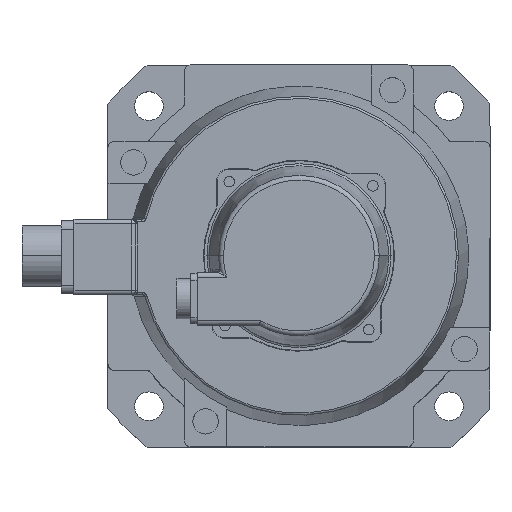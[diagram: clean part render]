
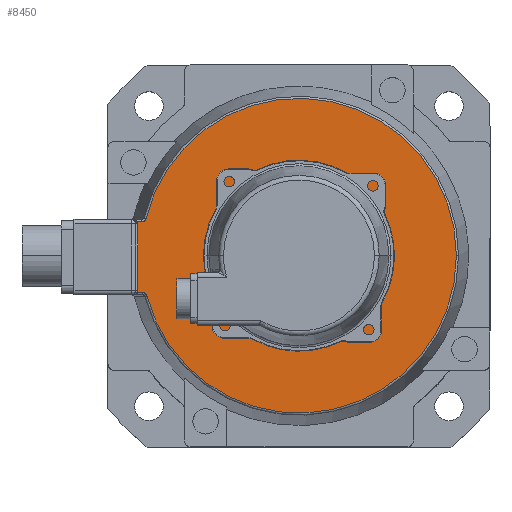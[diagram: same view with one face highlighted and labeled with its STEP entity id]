
A CAD part, top view. The second image highlights one B-rep face of the part: STEP entity #8450.
In plain terms, the highlighted face is planar.
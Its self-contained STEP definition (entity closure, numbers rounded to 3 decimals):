
#148 = PLANE ( 'NONE',  #9986 ) ;
#250 = ORIENTED_EDGE ( 'NONE', *, *, #6014, .T. ) ;
#398 = CARTESIAN_POINT ( 'NONE',  ( 72.948, 16.353, -28. ) ) ;
#553 = VERTEX_POINT ( 'NONE', #9773 ) ;
#591 = CARTESIAN_POINT ( 'NONE',  ( 71.854, -18.515, -28. ) ) ;
#713 = EDGE_CURVE ( 'NONE', #7081, #2807, #3871, .T. ) ;
#1303 = DIRECTION ( 'NONE',  ( 0., 0., -1. ) ) ;
#1475 = CARTESIAN_POINT ( 'NONE',  ( 0., 0., -28. ) ) ;
#1540 = LINE ( 'NONE', #14832, #8804 ) ;
#1821 = CARTESIAN_POINT ( 'NONE',  ( 72.098, 17.378, -28. ) ) ;
#1840 = CARTESIAN_POINT ( 'NONE',  ( 72.612, -17.714, -28. ) ) ;
#1914 = CARTESIAN_POINT ( 'NONE',  ( 73.146, 16.247, -28. ) ) ;
#1931 = CARTESIAN_POINT ( 'NONE',  ( 72.104, -18.144, -28. ) ) ;
#1952 = CARTESIAN_POINT ( 'NONE',  ( 79., -16.435, -28. ) ) ;
#2358 = VERTEX_POINT ( 'NONE', #8710 ) ;
#2464 = ORIENTED_EDGE ( 'NONE', *, *, #10463, .T. ) ;
#2602 = VECTOR ( 'NONE', #13521, 1000. ) ;
#2802 = ORIENTED_EDGE ( 'NONE', *, *, #17270, .T. ) ;
#2807 = VERTEX_POINT ( 'NONE', #14299 ) ;
#3066 = CARTESIAN_POINT ( 'NONE',  ( 72.189, 17.171, -28. ) ) ;
#3606 = EDGE_LOOP ( 'NONE', ( #5523, #2802, #7839, #17198, #16011, #7396, #2464, #13186, #250 ) ) ;
#3704 = VERTEX_POINT ( 'NONE', #7821 ) ;
#3871 = LINE ( 'NONE', #14662, #2602 ) ;
#4140 = VERTEX_POINT ( 'NONE', #16912 ) ;
#4148 = CIRCLE ( 'NONE', #6939, 74.163 ) ;
#4320 = B_SPLINE_CURVE_WITH_KNOTS ( 'NONE', 3,
 ( #15371, #1821, #3066, #8345, #7299, #398, #1914, #13611, #7032, #12565 ),
 .UNSPECIFIED., .F., .F.,
 ( 4, 2, 2, 2, 4 ),
 ( 0., 0.001, 0.001, 0.002, 0.003 ),
 .UNSPECIFIED. ) ;
#5106 = CARTESIAN_POINT ( 'NONE',  ( 0., 0., -28. ) ) ;
#5523 = ORIENTED_EDGE ( 'NONE', *, *, #9063, .T. ) ;
#5543 = DIRECTION ( 'NONE',  ( -1., 0., 0. ) ) ;
#5718 = CARTESIAN_POINT ( 'NONE',  ( 73.674, -17.435, -28. ) ) ;
#6014 = EDGE_CURVE ( 'NONE', #3704, #8190, #8665, .T. ) ;
#6404 = AXIS2_PLACEMENT_3D ( 'NONE', #1952, #6505, #7733 ) ;
#6422 = LINE ( 'NONE', #11522, #13355 ) ;
#6430 = DIRECTION ( 'NONE',  ( -1., 0., 0. ) ) ;
#6505 = DIRECTION ( 'NONE',  ( 0., 0., 1. ) ) ;
#6562 = DIRECTION ( 'NONE',  ( 0., 0., 1. ) ) ;
#6854 = DIRECTION ( 'NONE',  ( -1., 0., 0. ) ) ;
#6939 = AXIS2_PLACEMENT_3D ( 'NONE', #5106, #11869, #6430 ) ;
#7032 = CARTESIAN_POINT ( 'NONE',  ( 73.795, 16.065, -28. ) ) ;
#7081 = VERTEX_POINT ( 'NONE', #13742 ) ;
#7123 = CARTESIAN_POINT ( 'NONE',  ( 73.231, -17.47, -28. ) ) ;
#7299 = CARTESIAN_POINT ( 'NONE',  ( 72.589, 16.628, -28. ) ) ;
#7396 = ORIENTED_EDGE ( 'NONE', *, *, #16090, .T. ) ;
#7532 = CIRCLE ( 'NONE', #6404, 3. ) ;
#7709 = CARTESIAN_POINT ( 'NONE',  ( 79., 15.065, -28. ) ) ;
#7733 = DIRECTION ( 'NONE',  ( -1., 0., 0. ) ) ;
#7821 = CARTESIAN_POINT ( 'NONE',  ( 76.172, 16.065, -28. ) ) ;
#7839 = ORIENTED_EDGE ( 'NONE', *, *, #713, .T. ) ;
#8190 = VERTEX_POINT ( 'NONE', #14782 ) ;
#8345 = CARTESIAN_POINT ( 'NONE',  ( 72.436, 16.793, -28. ) ) ;
#8450 = ADVANCED_FACE ( 'NONE', ( #10464 ), #148, .T. ) ;
#8665 = CIRCLE ( 'NONE', #16513, 3. ) ;
#8710 = CARTESIAN_POINT ( 'NONE',  ( 74.022, 16.065, -28. ) ) ;
#8804 = VECTOR ( 'NONE', #10773, 1000. ) ;
#8964 = EDGE_CURVE ( 'NONE', #2807, #17407, #15433, .T. ) ;
#9063 = EDGE_CURVE ( 'NONE', #8190, #4140, #6422, .T. ) ;
#9289 = DIRECTION ( 'NONE',  ( -1., 0., 0. ) ) ;
#9773 = CARTESIAN_POINT ( 'NONE',  ( 72.045, 17.598, -28. ) ) ;
#9986 = AXIS2_PLACEMENT_3D ( 'NONE', #16331, #1303, #5543 ) ;
#10463 = EDGE_CURVE ( 'NONE', #553, #2358, #4320, .T. ) ;
#10464 = FACE_OUTER_BOUND ( 'NONE', #3606, .T. ) ;
#10773 = DIRECTION ( 'NONE',  ( 1., 0., 0. ) ) ;
#10793 = CARTESIAN_POINT ( 'NONE',  ( 71.706, -18.932, -28. ) ) ;
#10846 = AXIS2_PLACEMENT_3D ( 'NONE', #1475, #12060, #6854 ) ;
#11161 = CARTESIAN_POINT ( 'NONE',  ( -74.163, 0., -28. ) ) ;
#11333 = CARTESIAN_POINT ( 'NONE',  ( 71.763, -18.716, -28. ) ) ;
#11354 = EDGE_CURVE ( 'NONE', #17407, #13441, #4148, .T. ) ;
#11522 = CARTESIAN_POINT ( 'NONE',  ( 76., -16.435, -28. ) ) ;
#11869 = DIRECTION ( 'NONE',  ( 0., 0., -1. ) ) ;
#12060 = DIRECTION ( 'NONE',  ( 0., 0., -1. ) ) ;
#12565 = CARTESIAN_POINT ( 'NONE',  ( 74.022, 16.065, -28. ) ) ;
#13092 = DIRECTION ( 'NONE',  ( 0., -1., 0. ) ) ;
#13186 = ORIENTED_EDGE ( 'NONE', *, *, #13662, .T. ) ;
#13355 = VECTOR ( 'NONE', #13092, 1000. ) ;
#13441 = VERTEX_POINT ( 'NONE', #11161 ) ;
#13521 = DIRECTION ( 'NONE',  ( -1., 0., 0. ) ) ;
#13611 = CARTESIAN_POINT ( 'NONE',  ( 73.574, 16.102, -28. ) ) ;
#13632 = CARTESIAN_POINT ( 'NONE',  ( 72.808, -17.612, -28. ) ) ;
#13662 = EDGE_CURVE ( 'NONE', #2358, #3704, #1540, .T. ) ;
#13742 = CARTESIAN_POINT ( 'NONE',  ( 76.172, -17.435, -28. ) ) ;
#13810 = CARTESIAN_POINT ( 'NONE',  ( 72.256, -17.984, -28. ) ) ;
#14299 = CARTESIAN_POINT ( 'NONE',  ( 73.674, -17.435, -28. ) ) ;
#14662 = CARTESIAN_POINT ( 'NONE',  ( 73.489, -17.435, -28. ) ) ;
#14774 = CIRCLE ( 'NONE', #10846, 74.163 ) ;
#14782 = CARTESIAN_POINT ( 'NONE',  ( 76., 15.065, -28. ) ) ;
#14832 = CARTESIAN_POINT ( 'NONE',  ( 79., 16.065, -28. ) ) ;
#15133 = CARTESIAN_POINT ( 'NONE',  ( 71.706, -18.932, -28. ) ) ;
#15371 = CARTESIAN_POINT ( 'NONE',  ( 72.045, 17.598, -28. ) ) ;
#15433 = B_SPLINE_CURVE_WITH_KNOTS ( 'NONE', 3,
 ( #5718, #16431, #7123, #13632, #1840, #13810, #1931, #591, #11333, #15133 ),
 .UNSPECIFIED., .F., .F.,
 ( 4, 2, 2, 2, 4 ),
 ( 0., 0.001, 0.001, 0.002, 0.003 ),
 .UNSPECIFIED. ) ;
#16011 = ORIENTED_EDGE ( 'NONE', *, *, #11354, .T. ) ;
#16090 = EDGE_CURVE ( 'NONE', #13441, #553, #14774, .T. ) ;
#16331 = CARTESIAN_POINT ( 'NONE',  ( 0., 0., -28. ) ) ;
#16431 = CARTESIAN_POINT ( 'NONE',  ( 73.451, -17.435, -28. ) ) ;
#16513 = AXIS2_PLACEMENT_3D ( 'NONE', #7709, #6562, #9289 ) ;
#16912 = CARTESIAN_POINT ( 'NONE',  ( 76., -16.435, -28. ) ) ;
#17198 = ORIENTED_EDGE ( 'NONE', *, *, #8964, .T. ) ;
#17270 = EDGE_CURVE ( 'NONE', #4140, #7081, #7532, .T. ) ;
#17407 = VERTEX_POINT ( 'NONE', #10793 ) ;
